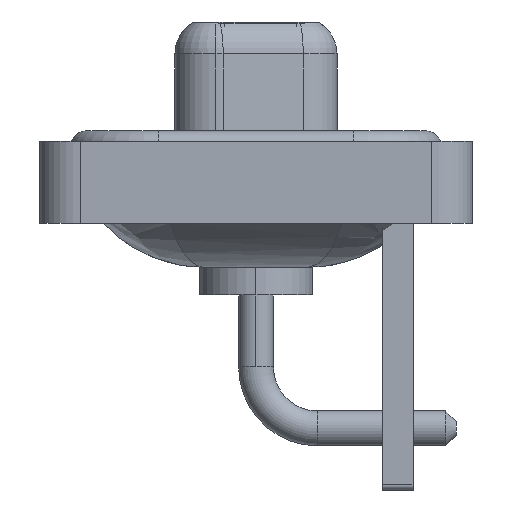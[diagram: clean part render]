
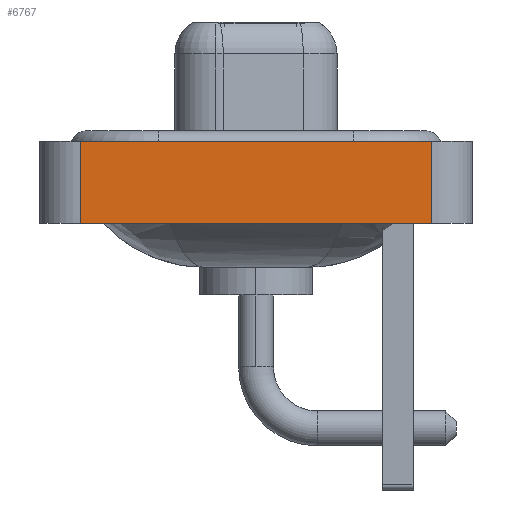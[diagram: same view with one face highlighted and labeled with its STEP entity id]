
A CAD part, left-side view. The second image highlights one B-rep face of the part: STEP entity #6767.
In plain terms, the highlighted planar face has unit normal (-1, 0, 0).
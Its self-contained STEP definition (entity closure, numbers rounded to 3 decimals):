
#603 = ORIENTED_EDGE ( 'NONE', *, *, #12344, .T. ) ;
#957 = VERTEX_POINT ( 'NONE', #13726 ) ;
#1274 = VERTEX_POINT ( 'NONE', #6647 ) ;
#1345 = VECTOR ( 'NONE', #13841, 1000. ) ;
#1593 = VERTEX_POINT ( 'NONE', #7614 ) ;
#1617 = CARTESIAN_POINT ( 'NONE',  ( -7.35, -8.55, 0.4 ) ) ;
#2617 = EDGE_CURVE ( 'NONE', #1274, #1593, #11364, .T. ) ;
#3754 = ORIENTED_EDGE ( 'NONE', *, *, #15102, .F. ) ;
#3840 = ORIENTED_EDGE ( 'NONE', *, *, #14842, .T. ) ;
#3873 = LINE ( 'NONE', #7845, #16749 ) ;
#4194 = CARTESIAN_POINT ( 'NONE',  ( -7.35, -8.55, -3.6 ) ) ;
#4216 = CARTESIAN_POINT ( 'NONE',  ( -7.35, 8.55, -3.6 ) ) ;
#5271 = DIRECTION ( 'NONE',  ( 0., -1., 0. ) ) ;
#6051 = PLANE ( 'NONE',  #6419 ) ;
#6402 = CARTESIAN_POINT ( 'NONE',  ( -7.35, 8.55, -3.6 ) ) ;
#6419 = AXIS2_PLACEMENT_3D ( 'NONE', #8609, #15184, #15259 ) ;
#6647 = CARTESIAN_POINT ( 'NONE',  ( -7.35, 8.55, 0.4 ) ) ;
#6767 = ADVANCED_FACE ( 'NONE', ( #9940 ), #6051, .T. ) ;
#6946 = VERTEX_POINT ( 'NONE', #6402 ) ;
#7161 = DIRECTION ( 'NONE',  ( 0., -1., 0. ) ) ;
#7520 = VECTOR ( 'NONE', #7161, 1000. ) ;
#7614 = CARTESIAN_POINT ( 'NONE',  ( -7.35, -8.55, 0.4 ) ) ;
#7845 = CARTESIAN_POINT ( 'NONE',  ( -7.35, -8.55, -3.6 ) ) ;
#8363 = DIRECTION ( 'NONE',  ( 0., 0., 1. ) ) ;
#8609 = CARTESIAN_POINT ( 'NONE',  ( -7.35, -8.55, -3.6 ) ) ;
#8688 = VECTOR ( 'NONE', #8363, 1000. ) ;
#9940 = FACE_OUTER_BOUND ( 'NONE', #15119, .T. ) ;
#11150 = LINE ( 'NONE', #4194, #1345 ) ;
#11364 = LINE ( 'NONE', #1617, #7520 ) ;
#12344 = EDGE_CURVE ( 'NONE', #957, #1593, #11150, .T. ) ;
#13726 = CARTESIAN_POINT ( 'NONE',  ( -7.35, -8.55, -3.6 ) ) ;
#13841 = DIRECTION ( 'NONE',  ( 0., 0., 1. ) ) ;
#14539 = ORIENTED_EDGE ( 'NONE', *, *, #2617, .F. ) ;
#14842 = EDGE_CURVE ( 'NONE', #6946, #957, #3873, .T. ) ;
#15102 = EDGE_CURVE ( 'NONE', #6946, #1274, #16243, .T. ) ;
#15119 = EDGE_LOOP ( 'NONE', ( #603, #14539, #3754, #3840 ) ) ;
#15184 = DIRECTION ( 'NONE',  ( -1., 0., 0. ) ) ;
#15259 = DIRECTION ( 'NONE',  ( 0., 0., 1. ) ) ;
#16243 = LINE ( 'NONE', #4216, #8688 ) ;
#16749 = VECTOR ( 'NONE', #5271, 1000. ) ;
